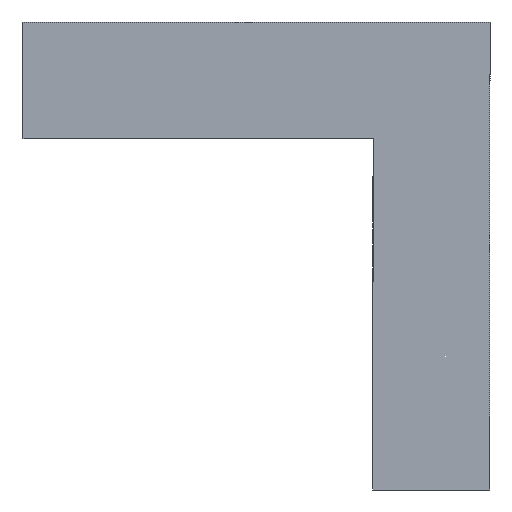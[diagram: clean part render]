
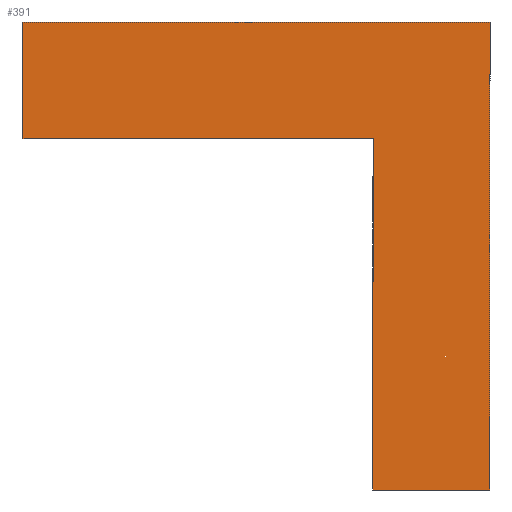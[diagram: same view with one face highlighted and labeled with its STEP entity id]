
A CAD part, front view. The second image highlights one B-rep face of the part: STEP entity #391.
In plain terms, the highlighted planar face has unit normal (0, -1, 0).
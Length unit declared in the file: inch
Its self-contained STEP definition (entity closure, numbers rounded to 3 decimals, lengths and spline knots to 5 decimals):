
#19=LINE('',#637,#37);
#23=LINE('',#645,#41);
#26=LINE('',#651,#44);
#29=LINE('',#657,#47);
#32=LINE('',#663,#50);
#35=LINE('',#668,#53);
#37=VECTOR('',#538,0.3937);
#41=VECTOR('',#544,0.3937);
#44=VECTOR('',#549,0.3937);
#47=VECTOR('',#554,0.3937);
#50=VECTOR('',#559,0.3937);
#53=VECTOR('',#564,0.3937);
#61=PLANE('',#457);
#117=FACE_OUTER_BOUND('',#173,.T.);
#173=EDGE_LOOP('',(#349,#350,#351,#352,#353,#354));
#223=VERTEX_POINT('',#635);
#224=VERTEX_POINT('',#636);
#227=VERTEX_POINT('',#644);
#229=VERTEX_POINT('',#650);
#231=VERTEX_POINT('',#656);
#233=VERTEX_POINT('',#662);
#259=EDGE_CURVE('',#223,#224,#19,.T.);
#263=EDGE_CURVE('',#224,#227,#23,.T.);
#266=EDGE_CURVE('',#227,#229,#26,.T.);
#269=EDGE_CURVE('',#229,#231,#29,.T.);
#272=EDGE_CURVE('',#231,#233,#32,.T.);
#275=EDGE_CURVE('',#233,#223,#35,.T.);
#349=ORIENTED_EDGE('',*,*,#275,.T.);
#350=ORIENTED_EDGE('',*,*,#259,.T.);
#351=ORIENTED_EDGE('',*,*,#263,.T.);
#352=ORIENTED_EDGE('',*,*,#266,.T.);
#353=ORIENTED_EDGE('',*,*,#269,.T.);
#354=ORIENTED_EDGE('',*,*,#272,.T.);
#391=ADVANCED_FACE('',(#117),#61,.T.);
#457=AXIS2_PLACEMENT_3D('',#670,#566,#567);
#538=DIRECTION('',(0.,0.,-1.));
#544=DIRECTION('',(1.,0.,0.));
#549=DIRECTION('',(0.,0.,-1.));
#554=DIRECTION('',(1.,0.,0.));
#559=DIRECTION('',(0.,0.,1.));
#564=DIRECTION('',(-1.,0.,0.));
#566=DIRECTION('center_axis',(0.,-1.,0.));
#567=DIRECTION('ref_axis',(0.,0.,-1.));
#635=CARTESIAN_POINT('',(-0.7874,0.,0.));
#636=CARTESIAN_POINT('',(-0.7874,0.,-0.19685));
#637=CARTESIAN_POINT('',(-0.7874,0.,0.));
#644=CARTESIAN_POINT('',(-0.19685,0.,-0.19685));
#645=CARTESIAN_POINT('',(-0.7874,0.,-0.19685));
#650=CARTESIAN_POINT('',(-0.19685,0.,-0.7874));
#651=CARTESIAN_POINT('',(-0.19685,0.,-0.19685));
#656=CARTESIAN_POINT('',(0.,0.,-0.7874));
#657=CARTESIAN_POINT('',(-0.19685,0.,-0.7874));
#662=CARTESIAN_POINT('',(0.,0.,0.));
#663=CARTESIAN_POINT('',(0.,0.,-0.7874));
#668=CARTESIAN_POINT('',(0.,0.,0.));
#670=CARTESIAN_POINT('Origin',(-0.28297,0.,-0.28297));
